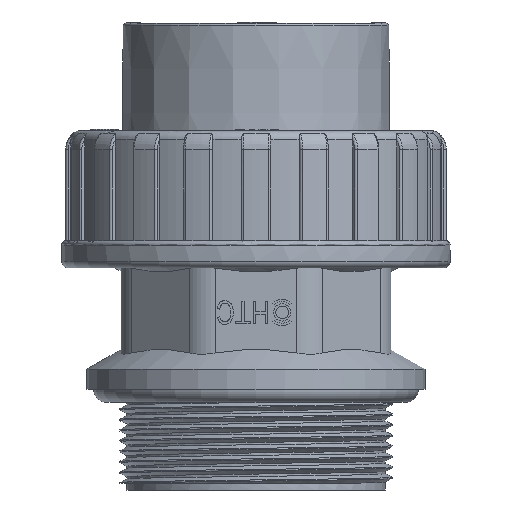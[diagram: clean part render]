
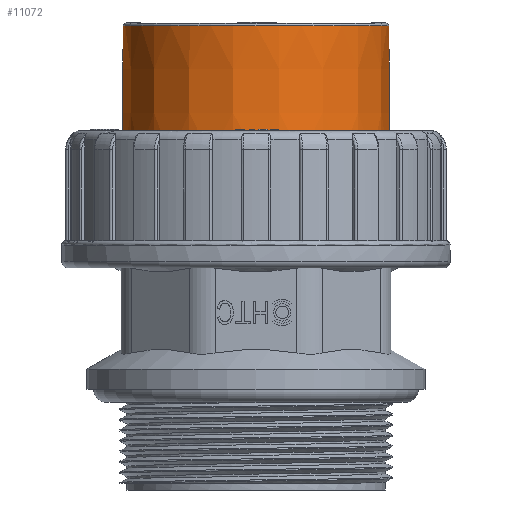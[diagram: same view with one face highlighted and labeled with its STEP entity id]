
A CAD part, front view. The second image highlights one B-rep face of the part: STEP entity #11072.
In plain terms, the highlighted conical face has half-angle 0.395 degrees and reference radius 29.05 mm.
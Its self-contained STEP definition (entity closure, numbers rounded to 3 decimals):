
#1898=CONICAL_SURFACE('',#35036,29.05,0.395);
#11072=ADVANCED_FACE('',(#14331,#14332),#1898,.T.);
#14331=FACE_BOUND('',#14532,.T.);
#14332=FACE_BOUND('',#14533,.T.);
#14532=EDGE_LOOP('',(#16944));
#14533=EDGE_LOOP('',(#16945));
#16944=ORIENTED_EDGE('',*,*,#30267,.T.);
#16945=ORIENTED_EDGE('',*,*,#30268,.T.);
#26920=VERTEX_POINT('',#46012);
#26921=VERTEX_POINT('',#46014);
#30267=EDGE_CURVE('',#26920,#26920,#34735,.T.);
#30268=EDGE_CURVE('',#26921,#26921,#34736,.T.);
#34735=CIRCLE('',#35034,29.053);
#34736=CIRCLE('',#35035,29.25);
#35034=AXIS2_PLACEMENT_3D('',#46011,#37481,#37482);
#35035=AXIS2_PLACEMENT_3D('',#46013,#37483,#37484);
#35036=AXIS2_PLACEMENT_3D('',#46015,#37485,#37486);
#37481=DIRECTION('',(0.,0.,-1.));
#37482=DIRECTION('',(1.,0.,0.));
#37483=DIRECTION('',(0.,0.,1.));
#37484=DIRECTION('',(1.,0.,0.));
#37485=DIRECTION('',(0.,0.,-1.));
#37486=DIRECTION('',(1.,0.,0.));
#46011=CARTESIAN_POINT('',(-120.,0.,53.003));
#46012=CARTESIAN_POINT('',(-90.947,0.,53.003));
#46013=CARTESIAN_POINT('',(-120.,0.,24.5));
#46014=CARTESIAN_POINT('',(-90.75,0.,24.5));
#46015=CARTESIAN_POINT('',(-120.,0.,53.5));
